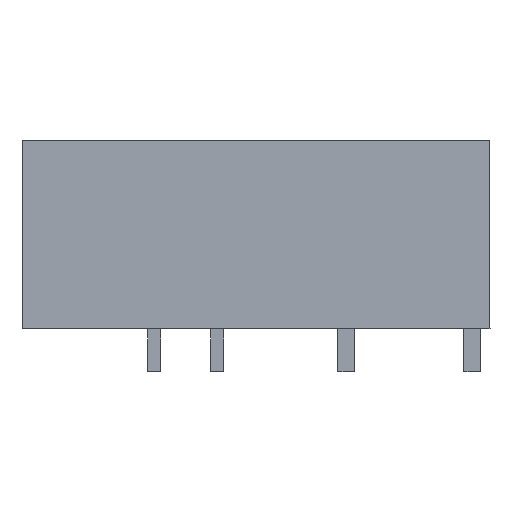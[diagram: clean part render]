
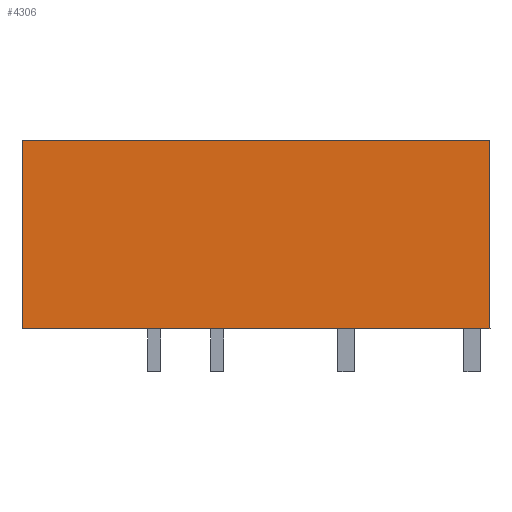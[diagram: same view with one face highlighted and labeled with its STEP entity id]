
A CAD part, left-side view. The second image highlights one B-rep face of the part: STEP entity #4306.
In plain terms, the highlighted planar face has unit normal (-1, 0, 0).
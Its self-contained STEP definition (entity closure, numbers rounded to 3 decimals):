
#4293=AXIS2_PLACEMENT_3D('Plane Axis2P3D',#4290,#4291,#4292) ;
#1444=CARTESIAN_POINT('Vertex',(0.,0.,14.)) ;
#1447=CARTESIAN_POINT('Line Origine',(0.,0.,8.3)) ;
#1451=CARTESIAN_POINT('Vertex',(0.,0.,2.6)) ;
#1599=CARTESIAN_POINT('Line Origine',(0.,14.15,2.6)) ;
#1603=CARTESIAN_POINT('Vertex',(0.,28.3,2.6)) ;
#3382=CARTESIAN_POINT('Vertex',(0.,28.3,14.)) ;
#3538=CARTESIAN_POINT('Line Origine',(0.,28.3,8.3)) ;
#4290=CARTESIAN_POINT('Axis2P3D Location',(0.,0.,17.5)) ;
#4295=CARTESIAN_POINT('Line Origine',(0.,14.15,14.)) ;
#1448=DIRECTION('Vector Direction',(0.,0.,-1.)) ;
#1600=DIRECTION('Vector Direction',(0.,-1.,0.)) ;
#3539=DIRECTION('Vector Direction',(0.,0.,1.)) ;
#4291=DIRECTION('Axis2P3D Direction',(-1.,0.,0.)) ;
#4292=DIRECTION('Axis2P3D XDirection',(0.,1.,0.)) ;
#4296=DIRECTION('Vector Direction',(0.,-1.,0.)) ;
#1449=VECTOR('Line Direction',#1448,1.) ;
#1601=VECTOR('Line Direction',#1600,1.) ;
#3540=VECTOR('Line Direction',#3539,1.) ;
#4297=VECTOR('Line Direction',#4296,1.) ;
#4301=ORIENTED_EDGE('',*,*,#4299,.F.) ;
#4302=ORIENTED_EDGE('',*,*,#3542,.F.) ;
#4303=ORIENTED_EDGE('',*,*,#1605,.T.) ;
#4304=ORIENTED_EDGE('',*,*,#1453,.T.) ;
#4306=ADVANCED_FACE('model',(#4305),#4294,.T.) ;
#1453=EDGE_CURVE('',#1452,#1445,#1450,.F.) ;
#1605=EDGE_CURVE('',#1604,#1452,#1602,.T.) ;
#3542=EDGE_CURVE('',#1604,#3383,#3541,.T.) ;
#4299=EDGE_CURVE('',#3383,#1445,#4298,.T.) ;
#4300=EDGE_LOOP('',(#4301,#4302,#4303,#4304)) ;
#4305=FACE_OUTER_BOUND('',#4300,.T.) ;
#1450=LINE('Line',#1447,#1449) ;
#1602=LINE('Line',#1599,#1601) ;
#3541=LINE('Line',#3538,#3540) ;
#4298=LINE('Line',#4295,#4297) ;
#4294=PLANE('',#4293) ;
#1445=VERTEX_POINT('',#1444) ;
#1452=VERTEX_POINT('',#1451) ;
#1604=VERTEX_POINT('',#1603) ;
#3383=VERTEX_POINT('',#3382) ;
